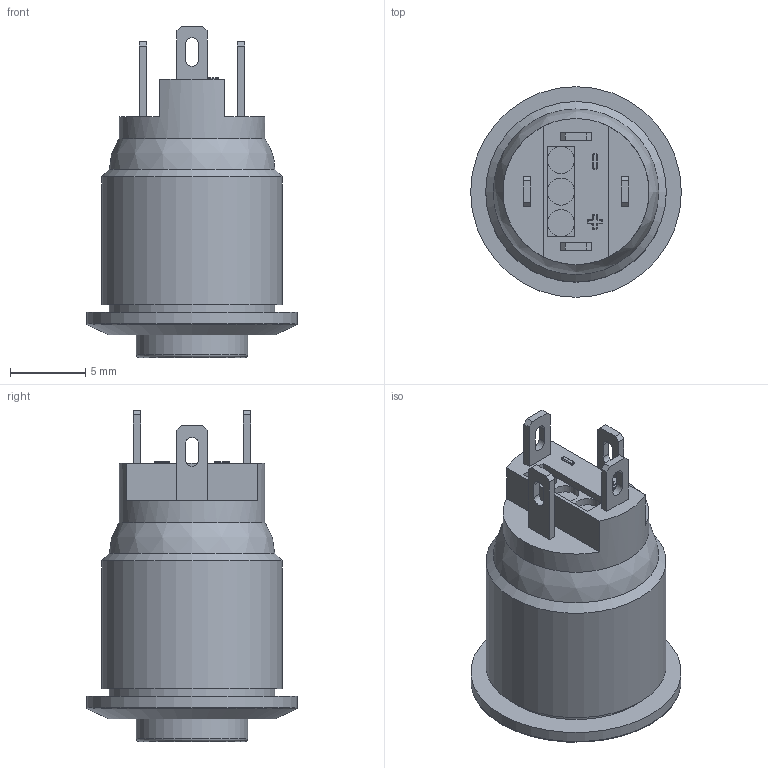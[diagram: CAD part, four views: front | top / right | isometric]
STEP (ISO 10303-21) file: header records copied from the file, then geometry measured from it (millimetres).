
FILE_DESCRIPTION((''),'2;1');
FILE_NAME('PV0H240xx-3xx.stp','2018-03-14T11:30:13',('mwilliams'),(''),'Autodesk Inventor 2012','Autodesk Inventor 2012','');
FILE_SCHEMA(('AUTOMOTIVE_DESIGN { 1 0 10303 214 1 1 1 1 }'));
Length unit declared in the file: millimetre
Products named in the file (1): PV0H240xx-3xx
Bounding box: 14 x 14 x 22 mm (x, y, z)
Volume: 1727.4 mm3; surface area: 1021.7 mm2
Topology: 1 solids, 1 shells, 146 faces, 351 edges, 215 vertices
Faces by surface type: plane 77, cylinder 48, sphere 12, torus 6, cone 2, bspline 1
Full cylindrical faces by diameter (mm): 1.8 x3, 7.4 x1, 9.7 x1, 11 x1, 12 x1, 14 x1
Entity records: 4101 total; most frequent: DIRECTION 730, CARTESIAN_POINT 703, ORIENTED_EDGE 650, EDGE_CURVE 325, AXIS2_PLACEMENT_3D 259, VECTOR 212, LINE 212, VERTEX_POINT 205
